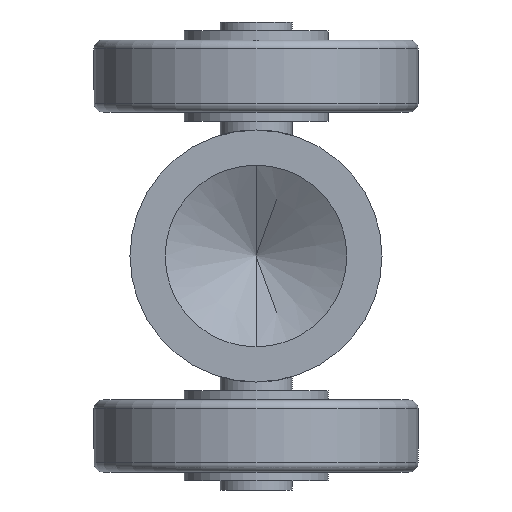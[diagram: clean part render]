
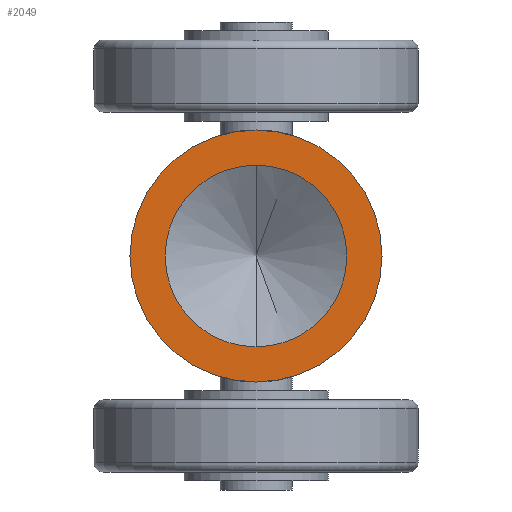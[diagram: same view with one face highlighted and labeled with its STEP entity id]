
A CAD part, front view. The second image highlights one B-rep face of the part: STEP entity #2049.
In plain terms, the highlighted planar face has unit normal (0, -1, 0).
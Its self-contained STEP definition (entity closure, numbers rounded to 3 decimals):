
#183 = DIRECTION ( 'NONE',  ( 0., 0., 1. ) ) ;
#191 = DIRECTION ( 'NONE',  ( 0., 1., 0. ) ) ;
#197 = CARTESIAN_POINT ( 'NONE',  ( 0., -31., 0. ) ) ;
#217 = CARTESIAN_POINT ( 'NONE',  ( 0., -31., 0. ) ) ;
#229 = DIRECTION ( 'NONE',  ( 0., 1., 0. ) ) ;
#230 = DIRECTION ( 'NONE',  ( 0., 0., 1. ) ) ;
#258 = DIRECTION ( 'NONE',  ( 0., 1., 0. ) ) ;
#285 = DIRECTION ( 'NONE',  ( 0., 0., 1. ) ) ;
#317 = CARTESIAN_POINT ( 'NONE',  ( 0., -31., 0. ) ) ;
#505 = CARTESIAN_POINT ( 'NONE',  ( 0., -31., -7. ) ) ;
#507 = CARTESIAN_POINT ( 'NONE',  ( 0., -31., 7. ) ) ;
#636 = DIRECTION ( 'NONE',  ( 0., 0., 1. ) ) ;
#637 = DIRECTION ( 'NONE',  ( 0., 1., 0. ) ) ;
#638 = CARTESIAN_POINT ( 'NONE',  ( 0., -31., 0. ) ) ;
#742 = VERTEX_POINT ( 'NONE', #832 ) ;
#747 = VERTEX_POINT ( 'NONE', #753 ) ;
#753 = CARTESIAN_POINT ( 'NONE',  ( 0., -31., -5.05 ) ) ;
#832 = CARTESIAN_POINT ( 'NONE',  ( 0., -31., 5.05 ) ) ;
#953 = AXIS2_PLACEMENT_3D ( 'NONE', #1567, #1566, #1605 ) ;
#1258 = ORIENTED_EDGE ( 'NONE', *, *, #1954, .F. ) ;
#1356 = ORIENTED_EDGE ( 'NONE', *, *, #1941, .F. ) ;
#1358 = ORIENTED_EDGE ( 'NONE', *, *, #2071, .T. ) ;
#1359 = ORIENTED_EDGE ( 'NONE', *, *, #1947, .T. ) ;
#1375 = EDGE_LOOP ( 'NONE', ( #1258, #1356 ) ) ;
#1376 = EDGE_LOOP ( 'NONE', ( #1358, #1359 ) ) ;
#1566 = DIRECTION ( 'NONE',  ( 0., 1., 0. ) ) ;
#1567 = CARTESIAN_POINT ( 'NONE',  ( 7., -31., 0. ) ) ;
#1568 = PLANE ( 'NONE',  #953 ) ;
#1605 = DIRECTION ( 'NONE',  ( 0., 0., 1. ) ) ;
#1839 = CIRCLE ( 'NONE', #2405, 5.05 ) ;
#1891 = CIRCLE ( 'NONE', #2286, 7. ) ;
#1892 = CIRCLE ( 'NONE', #2292, 5.05 ) ;
#1893 = CIRCLE ( 'NONE', #2283, 7. ) ;
#1941 = EDGE_CURVE ( 'NONE', #2147, #2505, #1893, .T. ) ;
#1947 = EDGE_CURVE ( 'NONE', #747, #742, #1892, .T. ) ;
#1954 = EDGE_CURVE ( 'NONE', #2505, #2147, #1891, .T. ) ;
#2049 = ADVANCED_FACE ( 'NONE', ( #2287, #2244 ), #1568, .F. ) ;
#2071 = EDGE_CURVE ( 'NONE', #742, #747, #1839, .T. ) ;
#2147 = VERTEX_POINT ( 'NONE', #505 ) ;
#2244 = FACE_BOUND ( 'NONE', #1376, .T. ) ;
#2283 = AXIS2_PLACEMENT_3D ( 'NONE', #197, #191, #183 ) ;
#2286 = AXIS2_PLACEMENT_3D ( 'NONE', #217, #258, #285 ) ;
#2287 = FACE_OUTER_BOUND ( 'NONE', #1375, .T. ) ;
#2292 = AXIS2_PLACEMENT_3D ( 'NONE', #317, #229, #230 ) ;
#2405 = AXIS2_PLACEMENT_3D ( 'NONE', #638, #637, #636 ) ;
#2505 = VERTEX_POINT ( 'NONE', #507 ) ;
